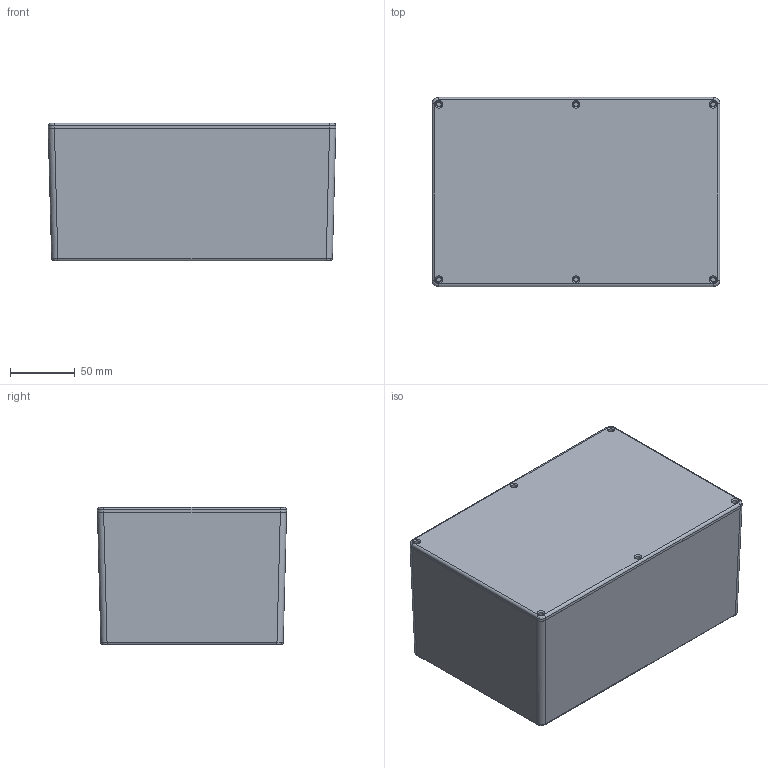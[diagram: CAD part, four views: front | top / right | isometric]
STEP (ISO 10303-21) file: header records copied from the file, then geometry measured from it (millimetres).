
FILE_DESCRIPTION (( 'STEP AP203' ), '1' );
FILE_NAME ('B017.STEP', '2018-02-05T01:55:57', ( '' ), ( '' ), 'SwSTEP 2.0', 'SolidWorks 2014', '' );
FILE_SCHEMA (( 'CONFIG_CONTROL_DESIGN' ));
Length unit declared in the file: millimetre
Products named in the file (3): B017-base; B017-COVER; B017
Assembly tree (2 placements, depth 2):
  B017
    B017-base
    B017-COVER
Bounding box: 222 x 146 x 106.1 mm (x, y, z)
Volume: 276997.2 mm3; surface area: 276775.3 mm2
Topology: 2 solids, 2 shells, 339 faces, 854 edges, 528 vertices
Faces by surface type: bspline 172, plane 81, cylinder 58, cone 14, sphere 12, torus 2
Entity records: 12983 total; most frequent: CARTESIAN_POINT 6288, ORIENTED_EDGE 1708, DIRECTION 894, EDGE_CURVE 854, VERTEX_POINT 528, EDGE_LOOP 360, FACE_OUTER_BOUND 339, ADVANCED_FACE 339
